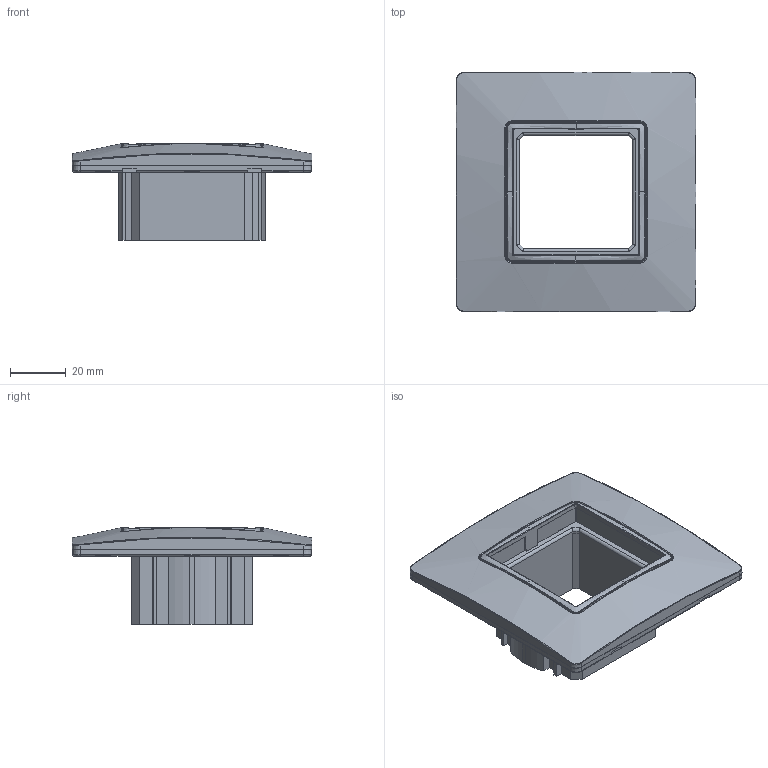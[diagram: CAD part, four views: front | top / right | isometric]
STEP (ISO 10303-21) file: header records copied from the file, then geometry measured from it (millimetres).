
FILE_DESCRIPTION (( 'STEP AP203' ), '1' );
FILE_NAME ('Adapter.STEP', '2025-06-26T08:06:55', ( '' ), ( '' ), 'SwSTEP 2.0', 'SolidWorks 2022', '' );
FILE_SCHEMA (( 'CONFIG_CONTROL_DESIGN' ));
Products named in the file (1): Adapter
Bounding box: 86 x 86 x 34.59 mm (x, y, z)
Surface area: 28166.7 mm2 (no closed solid volume)
Topology: 0 solids, 32 shells, 840 faces, 2370 edges, 1524 vertices
Faces by surface type: plane 393, bspline 326, cylinder 70, cone 39, torus 8, sphere 4
Entity records: 37404 total; most frequent: CARTESIAN_POINT 21763, ORIENTED_EDGE 4423, EDGE_CURVE 2369, B_SPLINE_CURVE_WITH_KNOTS 2320, VERTEX_POINT 1524, DIRECTION 1031, EDGE_LOOP 853, ADVANCED_FACE 840
